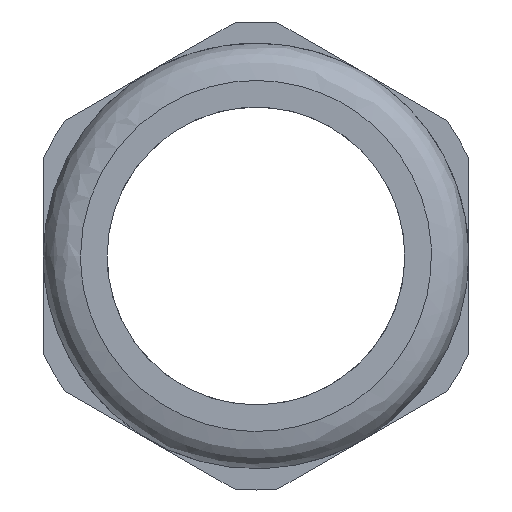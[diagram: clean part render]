
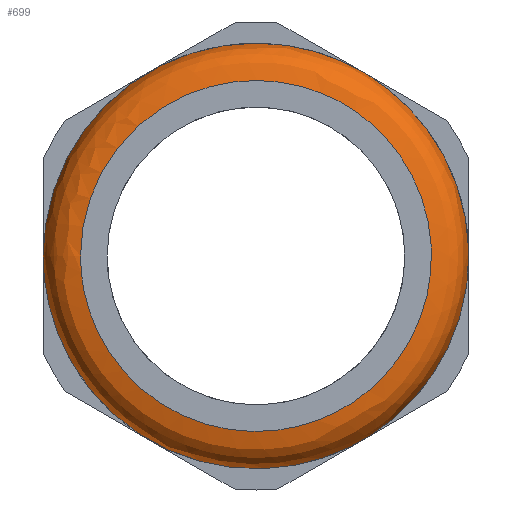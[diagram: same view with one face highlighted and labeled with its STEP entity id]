
A CAD part, left-side view. The second image highlights one B-rep face of the part: STEP entity #699.
In plain terms, the highlighted free-form (B-spline) face has degree [2, 2] with [7, 3] control points.
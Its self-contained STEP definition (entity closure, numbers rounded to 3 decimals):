
#616=CARTESIAN_POINT('F6',(-27.5,20.0,0.)
   );
#617=CARTESIAN_POINT('F6',(-27.5,20.0,
   -34.641));
#618=CARTESIAN_POINT('F6',(-27.5,-10.0,
   -17.321));
#619=CARTESIAN_POINT('F6',(-27.5,-40.0,0.)
   );
#620=CARTESIAN_POINT('F6',(-27.5,-10.0,
   17.321));
#621=CARTESIAN_POINT('F6',(-27.5,20.0,
   34.641));
#622=CARTESIAN_POINT('F6',(-27.5,20.0,0.)
   );
#623=CARTESIAN_POINT('F6',(-31.,20.,
   0.));
#624=CARTESIAN_POINT('F6',(-31.,20.,
   -34.641));
#625=CARTESIAN_POINT('F6',(-31.,-10.,
   -17.321));
#626=CARTESIAN_POINT('F6',(-31.,-40.,
   0.));
#627=CARTESIAN_POINT('F6',(-31.,-10.,
   17.321));
#628=CARTESIAN_POINT('F6',(-31.,20.,
   34.641));
#629=CARTESIAN_POINT('F6',(-31.,20.,
   0.));
#630=CARTESIAN_POINT('F6',(-31.0,16.5,0.)
   );
#631=CARTESIAN_POINT('F6',(-31.0,16.5,
   -28.579));
#632=CARTESIAN_POINT('F6',(-31.0,-8.25,
   -14.289));
#633=CARTESIAN_POINT('F6',(-31.0,-33.0,0.));
#634=CARTESIAN_POINT('F6',(-31.0,-8.25,
   14.289));
#635=CARTESIAN_POINT('F6',(-31.0,16.5,
   28.579));
#636=CARTESIAN_POINT('F6',(-31.0,16.5,0.)
   );
#644=(BOUNDED_SURFACE()B_SPLINE_SURFACE(2,2,((#616,#623,#630),(
   #617,#624,#631),(#618,#625,#632),(#619,#626,#633),(#620,
   #627,#634),(#621,#628,#635),(#622,#629,#636)),.TOROIDAL_SURF.,
   .T.,.F.,.U.)B_SPLINE_SURFACE_WITH_KNOTS((3,2,2,3),(3,3),(0.0,
   9.39,18.78,28.17),(0.0,
   1.0),.UNSPECIFIED.)GEOMETRIC_REPRESENTATION_ITEM()
   RATIONAL_B_SPLINE_SURFACE(((1.0,0.707,1.0),(
   0.5,0.354,0.5),(1.0,
   0.707,1.0),(0.5,0.354,
   0.5),(1.0,0.707,1.0),(
   0.5,0.354,0.5),(1.0,
   0.707,1.0)))REPRESENTATION_ITEM('F6')SURFACE());
#645=CARTESIAN_POINT('V6',(-31.0,16.5,0.)
   );
#646=VERTEX_POINT('V6',#645);
#647=CARTESIAN_POINT('V7',(-27.5,20.0,0.)
   );
#648=VERTEX_POINT('V7',#647);
#649=CARTESIAN_POINT('E10',(-31.0,16.5,0.0));
#650=CARTESIAN_POINT('E10',(-31.0,20.0,0.0));
#651=CARTESIAN_POINT('E10',(-27.5,20.0,0.0));
#659=(BOUNDED_CURVE()B_SPLINE_CURVE(2,(#649,#650,#651),
   .CIRCULAR_ARC.,.F.,.U.)CURVE()GEOMETRIC_REPRESENTATION_ITEM()
   QUASI_UNIFORM_CURVE()RATIONAL_B_SPLINE_CURVE((1.0,
   0.707,1.0))REPRESENTATION_ITEM('E10'));
#660=EDGE_CURVE('E10',#646,#648,#659,.T.);
#661=ORIENTED_EDGE('E10',*,*,#660,.T.);
#662=CARTESIAN_POINT('E11',(-27.5,20.0,0.)
   );
#663=CARTESIAN_POINT('E11',(-27.5,20.0,
   34.641));
#664=CARTESIAN_POINT('E11',(-27.5,-10.0,
   17.321));
#665=CARTESIAN_POINT('E11',(-27.5,-40.,
   0.));
#666=CARTESIAN_POINT('E11',(-27.5,-10.0,
   -17.321));
#667=CARTESIAN_POINT('E11',(-27.5,20.0,
   -34.641));
#668=CARTESIAN_POINT('E11',(-27.5,20.0,0.)
   );
#676=(BOUNDED_CURVE()B_SPLINE_CURVE(2,(#662,#663,#664,#665,#666,
   #667,#668),.CIRCULAR_ARC.,.T.,.U.)B_SPLINE_CURVE_WITH_KNOTS((3,
   2,2,3),(0.0,23.094,46.188,
   69.282),.UNSPECIFIED.)CURVE()
   GEOMETRIC_REPRESENTATION_ITEM()RATIONAL_B_SPLINE_CURVE((1.0,
   0.5,1.0,0.5,1.0,0.5,1.0)
   )REPRESENTATION_ITEM('E11'));
#677=EDGE_CURVE('E11',#648,#648,#676,.T.);
#678=ORIENTED_EDGE('E11',*,*,#677,.F.);
#679=ORIENTED_EDGE('E10',*,*,#660,.F.);
#680=CARTESIAN_POINT('E9',(-31.0,16.5,0.)
   );
#681=CARTESIAN_POINT('E9',(-31.0,16.5,
   28.579));
#682=CARTESIAN_POINT('E9',(-31.0,-8.25,
   14.289));
#683=CARTESIAN_POINT('E9',(-31.0,-33.,0.)
   );
#684=CARTESIAN_POINT('E9',(-31.0,-8.25,
   -14.289));
#685=CARTESIAN_POINT('E9',(-31.0,16.5,
   -28.579));
#686=CARTESIAN_POINT('E9',(-31.0,16.5,0.)
   );
#694=(BOUNDED_CURVE()B_SPLINE_CURVE(2,(#680,#681,#682,#683,#684,
   #685,#686),.CIRCULAR_ARC.,.T.,.U.)B_SPLINE_CURVE_WITH_KNOTS((3,
   2,2,3),(0.0,9.39,18.78,
   28.17),.UNSPECIFIED.)CURVE()
   GEOMETRIC_REPRESENTATION_ITEM()RATIONAL_B_SPLINE_CURVE((1.0,
   0.5,1.0,0.5,1.0,0.5,1.0)
   )REPRESENTATION_ITEM('E9'));
#695=EDGE_CURVE('E9',#646,#646,#694,.T.);
#696=ORIENTED_EDGE('E9',*,*,#695,.T.);
#697=EDGE_LOOP('F6',(#661,#678,#679,#696));
#698=FACE_OUTER_BOUND('F6',#697,.T.);
#699=ADVANCED_FACE('F6',(#698),#644,.T.);
